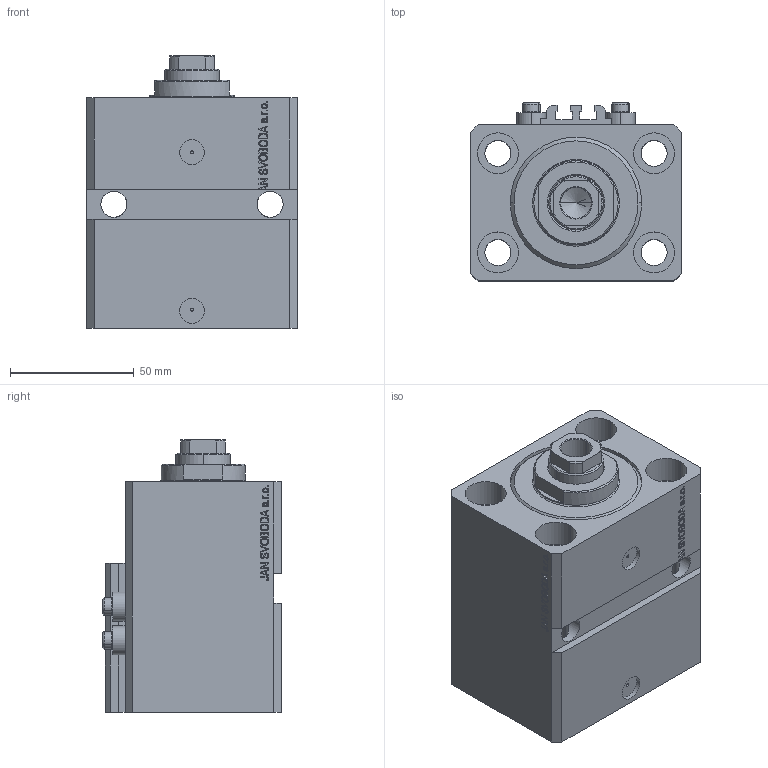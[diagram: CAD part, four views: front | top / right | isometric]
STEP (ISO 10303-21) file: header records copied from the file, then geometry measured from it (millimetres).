
FILE_DESCRIPTION (( 'STEP AP203' ), '1' );
FILE_NAME ('846c.STEP', '2022-04-09T17:08:43', ( '' ), ( '' ), 'SwSTEP 2.0', 'SolidWorks 2019', '' );
FILE_SCHEMA (( 'CONFIG_CONTROL_DESIGN' ));
Length unit declared in the file: millimetre
Products named in the file (5): V250CE_C_VCP 0cdf8ebe4fd2e6760b30a1c12111fdaf; V250CE_VC_E 0cdf8ebe4fd2e6760b30a1c12111fdaf; 846c; V250CE_E_Body 0cdf8ebe4fd2e6760b30a1c12111fdaf; ALLEN BOLT V250CE 0cdf8ebe4fd2e6760b30a1c12111fdaf
Assembly tree (7 placements, depth 2):
  846c
    V250CE_E_Body 0cdf8ebe4fd2e6760b30a1c12111fdaf
    ALLEN BOLT V250CE 0cdf8ebe4fd2e6760b30a1c12111fdaf  x4
    V250CE_C_VCP 0cdf8ebe4fd2e6760b30a1c12111fdaf
    V250CE_VC_E 0cdf8ebe4fd2e6760b30a1c12111fdaf
Bounding box: 85 x 72 x 109.9 mm (x, y, z)
Volume: 437230.5 mm3; surface area: 97949.6 mm2
Topology: 8 solids, 8 shells, 1087 faces, 2729 edges, 1773 vertices
Faces by surface type: plane 535, bspline 356, cylinder 126, cone 56, torus 14
Entity records: 47619 total; most frequent: CARTESIAN_POINT 24898, ORIENTED_EDGE 5148, DIRECTION 3372, EDGE_CURVE 2574, VERTEX_POINT 1689, LINE 1582, VECTOR 1582, EDGE_LOOP 1145
